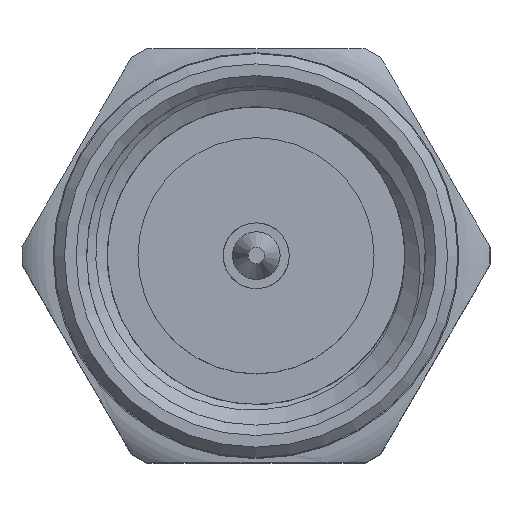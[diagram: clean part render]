
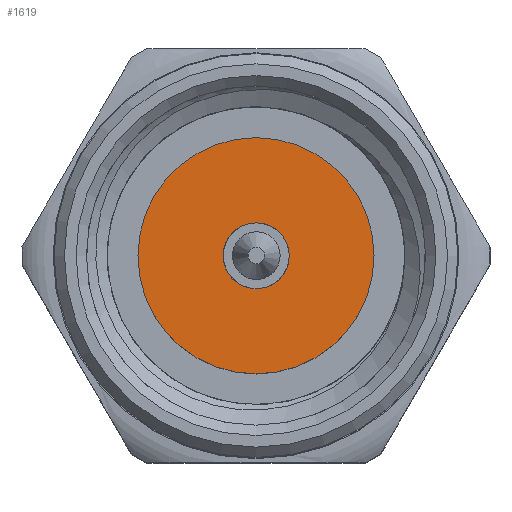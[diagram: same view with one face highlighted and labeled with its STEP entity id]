
A CAD part, top view. The second image highlights one B-rep face of the part: STEP entity #1619.
In plain terms, the highlighted planar face has unit normal (0, 0, 1).
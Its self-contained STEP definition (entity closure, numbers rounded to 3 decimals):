
#145=B_SPLINE_CURVE_WITH_KNOTS('',3,(#3721,#3722,#3723,#3724,#3725,#3726,
#3727),.UNSPECIFIED.,.F.,.F.,(4,1,1,1,4),(0.,0.25,0.5,0.75,1.),
 .UNSPECIFIED.);
#202=PLANE('',#1745);
#460=ORIENTED_EDGE('',*,*,#611,.F.);
#461=ORIENTED_EDGE('',*,*,#613,.T.);
#462=ORIENTED_EDGE('',*,*,#614,.T.);
#611=EDGE_CURVE('',#715,#715,#775,.T.);
#613=EDGE_CURVE('',#717,#718,#777,.T.);
#614=EDGE_CURVE('',#718,#717,#145,.T.);
#715=VERTEX_POINT('',#3714);
#717=VERTEX_POINT('',#3719);
#718=VERTEX_POINT('',#3720);
#775=CIRCLE('',#1743,2.28);
#777=CIRCLE('',#1746,0.635);
#882=EDGE_LOOP('',(#460));
#883=EDGE_LOOP('',(#461,#462));
#998=FACE_BOUND('',#882,.T.);
#999=FACE_BOUND('',#883,.T.);
#1619=ADVANCED_FACE('',(#998,#999),#202,.F.);
#1743=AXIS2_PLACEMENT_3D('',#3713,#2018,#2019);
#1745=AXIS2_PLACEMENT_3D('',#3717,#2022,#2023);
#1746=AXIS2_PLACEMENT_3D('',#3718,#2024,#2025);
#2018=DIRECTION('',(0.,0.,-1.));
#2019=DIRECTION('',(0.,-1.,0.));
#2022=DIRECTION('',(0.,0.,-1.));
#2023=DIRECTION('',(-1.,0.,0.));
#2024=DIRECTION('',(0.,0.,-1.));
#2025=DIRECTION('',(-0.293,0.956,0.));
#3713=CARTESIAN_POINT('',(0.,0.,8.345));
#3714=CARTESIAN_POINT('',(0.,-2.28,8.345));
#3717=CARTESIAN_POINT('',(0.,0.,8.345));
#3718=CARTESIAN_POINT('',(0.,0.,8.345));
#3719=CARTESIAN_POINT('',(0.003,-0.635,8.345));
#3720=CARTESIAN_POINT('',(0.003,0.635,8.345));
#3721=CARTESIAN_POINT('',(0.003,0.635,8.345));
#3722=CARTESIAN_POINT('',(0.179,0.636,8.345));
#3723=CARTESIAN_POINT('',(0.498,0.499,8.345));
#3724=CARTESIAN_POINT('',(0.713,0.,8.345));
#3725=CARTESIAN_POINT('',(0.498,-0.499,8.345));
#3726=CARTESIAN_POINT('',(0.179,-0.636,8.345));
#3727=CARTESIAN_POINT('',(0.003,-0.635,8.345));
